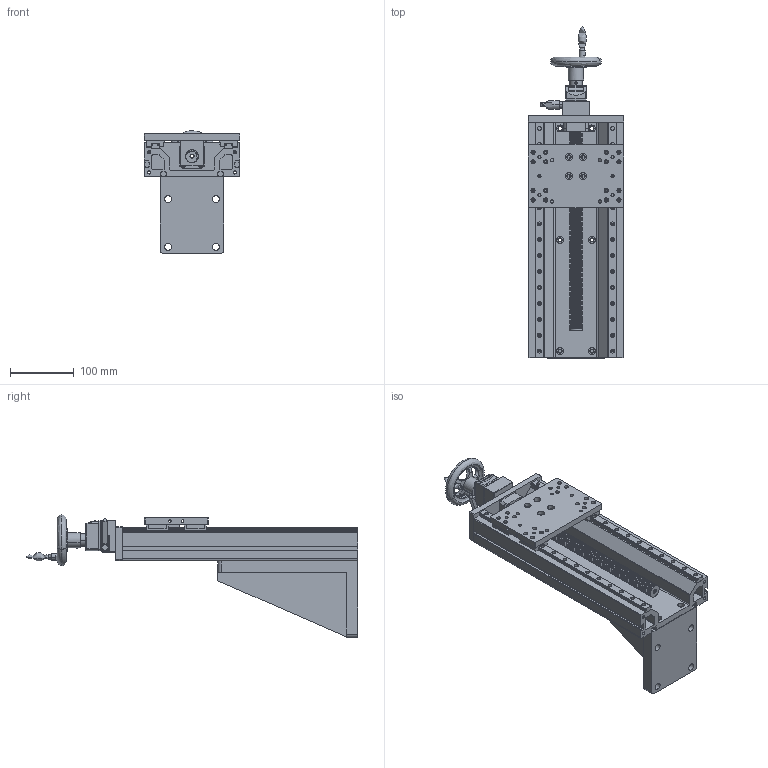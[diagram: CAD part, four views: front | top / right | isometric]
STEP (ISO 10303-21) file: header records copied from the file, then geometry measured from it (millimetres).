
FILE_DESCRIPTION (( 'STEP AP203' ), '1' );
FILE_NAME ('DHQ46-370-C.STEP', '2024-08-31T03:53:10', ( '' ), ( '' ), 'SwSTEP 2.0', 'SolidWorks 2023', '' );
FILE_SCHEMA (( 'CONFIG_CONTROL_DESIGN' ));
Products named in the file (1): DHQ46-370-C
Bounding box: 150 x 521.5 x 192.5 mm (x, y, z)
Surface area: 519103.4 mm2 (no closed solid volume)
Topology: 0 solids, 25 shells, 944 faces, 3424 edges, 2497 vertices
Faces by surface type: cylinder 621, plane 254, cone 41, torus 17, bspline 11
Entity records: 45682 total; most frequent: CARTESIAN_POINT 18018, ORIENTED_EDGE 5767, DIRECTION 5347, EDGE_CURVE 3421, VERTEX_POINT 2497, AXIS2_PLACEMENT_3D 1919, LINE 1509, VECTOR 1509
